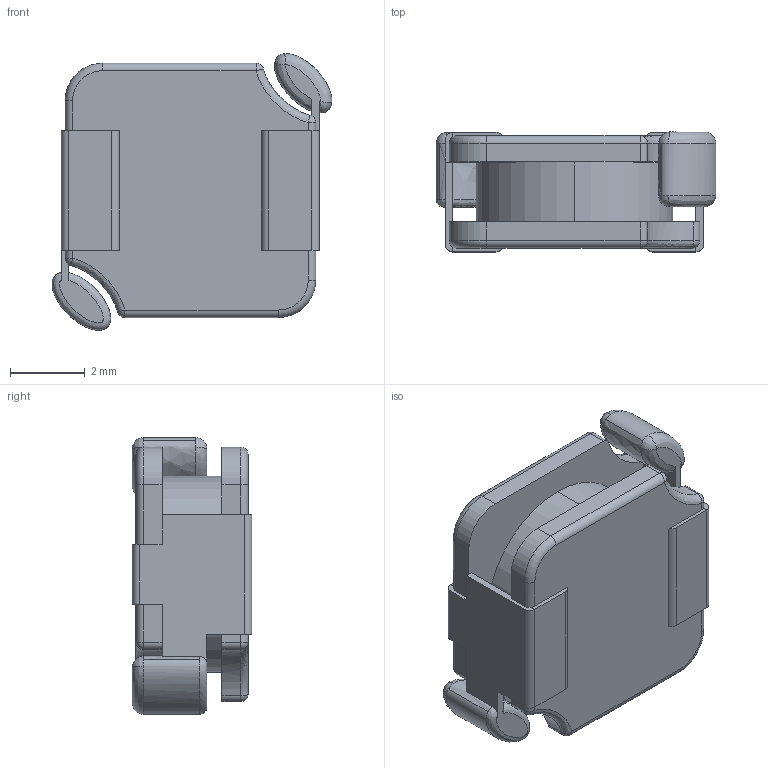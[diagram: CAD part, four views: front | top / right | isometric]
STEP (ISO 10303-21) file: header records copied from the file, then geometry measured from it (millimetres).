
FILE_DESCRIPTION (( 'STEP AP214' ), '1' );
FILE_NAME ('16AEF6B8-5FFF-4DA4-B47D-4948DF031C20.STEP', '2024-01-27T14:32:06', ( '' ), ( '' ), 'SwSTEP 2.0', 'SolidWorks 2022', '' );
FILE_SCHEMA (( 'AUTOMOTIVE_DESIGN' ));
Length unit declared in the file: millimetre
Products named in the file (1): 16AEF6B8-5FFF-4DA4-B47D-4948DF031C20
Bounding box: 7.48 x 3.2 x 7.4 mm (x, y, z)
Volume: 103.6 mm3; surface area: 363.9 mm2
Topology: 9 solids, 9 shells, 146 faces, 360 edges, 218 vertices
Faces by surface type: plane 74, cylinder 34, bspline 26, sphere 8, torus 4
Entity records: 7222 total; most frequent: CARTESIAN_POINT 2303, ORIENTED_EDGE 692, DIRECTION 608, EDGE_CURVE 346, VERTEX_POINT 218, VECTOR 206, LINE 206, AXIS2_PLACEMENT_3D 201
